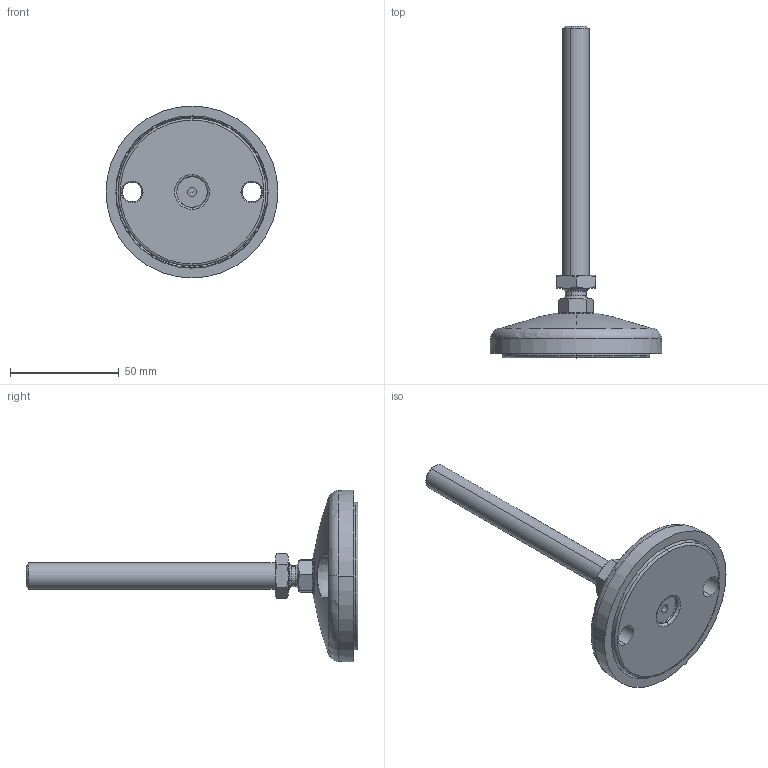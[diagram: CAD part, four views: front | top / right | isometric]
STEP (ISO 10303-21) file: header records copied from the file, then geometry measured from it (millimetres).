
FILE_DESCRIPTION (( 'STEP AP203' ), '1' );
FILE_NAME ('A60.12.60.05 Bolt down swivel feet 80 - M12 x 125.STEP', '2018-09-28T13:29:56', ( '' ), ( '' ), 'SwSTEP 2.0', 'SolidWorks 2015', '' );
FILE_SCHEMA (( 'CONFIG_CONTROL_DESIGN' ));
Length unit declared in the file: inch
Products named in the file (2): A60.12.60.05 Bolt down swivel feet 80 - M12 x 125
Bounding box: 79 x 152.5 x 79 mm (x, y, z)
Volume: 72848.3 mm3; surface area: 37469 mm2
Topology: 5 solids, 5 shells, 1411 faces, 3342 edges, 1905 vertices
Faces by surface type: bspline 796, torus 201, cone 160, cylinder 127, plane 112, sphere 15
Entity records: 59814 total; most frequent: CARTESIAN_POINT 33335, ORIENTED_EDGE 6582, DIRECTION 4149, EDGE_CURVE 3291, VERTEX_POINT 1899, AXIS2_PLACEMENT_3D 1854, B_SPLINE_CURVE_WITH_KNOTS 1526, EDGE_LOOP 1434
